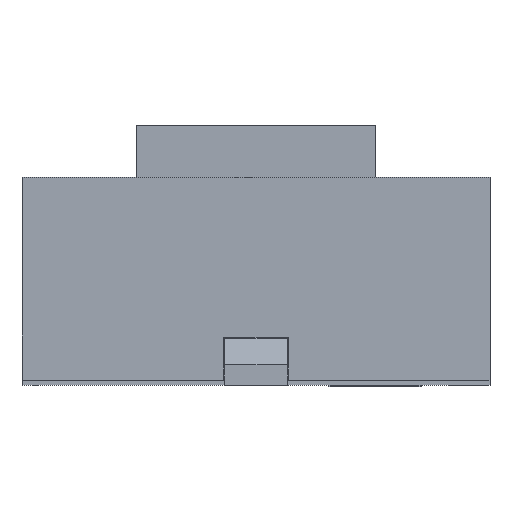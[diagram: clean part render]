
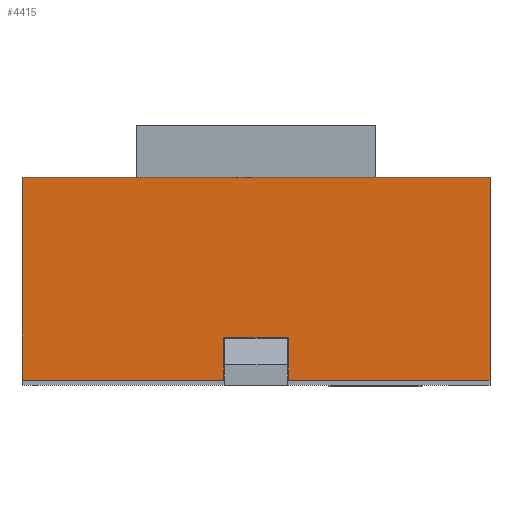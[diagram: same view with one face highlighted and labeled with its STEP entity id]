
A CAD part, left-side view. The second image highlights one B-rep face of the part: STEP entity #4415.
In plain terms, the highlighted planar face has unit normal (-1, 0, 0).
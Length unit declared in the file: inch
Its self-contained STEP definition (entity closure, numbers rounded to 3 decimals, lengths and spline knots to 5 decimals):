
#1319=CARTESIAN_POINT('',(-0.13386,-0.08858,0.07874));
#1320=VERTEX_POINT('',#1319);
#1327=CARTESIAN_POINT('',(-0.13386,-0.08858,0.00197));
#1328=VERTEX_POINT('',#1327);
#1329=CARTESIAN_POINT('',(-0.13386,-0.08858,0.07874));
#1330=DIRECTION('',(0.0,0.0,-1.0));
#1331=VECTOR('',#1330,0.07677);
#1332=LINE('',#1329,#1331);
#1333=EDGE_CURVE('',#1320,#1328,#1332,.T.);
#2050=CARTESIAN_POINT('',(-0.13386,0.08858,0.00197));
#2051=VERTEX_POINT('',#2050);
#2058=CARTESIAN_POINT('',(-0.13386,0.08858,0.07874));
#2059=VERTEX_POINT('',#2058);
#2060=CARTESIAN_POINT('',(-0.13386,0.08858,0.00197));
#2061=DIRECTION('',(0.0,0.0,1.0));
#2062=VECTOR('',#2061,0.07677);
#2063=LINE('',#2060,#2062);
#2064=EDGE_CURVE('',#2051,#2059,#2063,.T.);
#4362=CARTESIAN_POINT('',(-0.13386,-0.09744,-0.00187));
#4363=DIRECTION('',(-1.0,0.0,0.0));
#4364=DIRECTION('',(0.0,0.0,1.0));
#4365=AXIS2_PLACEMENT_3D('',#4362,#4363,#4364);
#4366=PLANE('',#4365);
#4367=CARTESIAN_POINT('',(-0.13386,-0.0122,0.01811));
#4368=VERTEX_POINT('',#4367);
#4369=CARTESIAN_POINT('',(-0.13386,-0.0122,0.00197));
#4370=VERTEX_POINT('',#4369);
#4371=CARTESIAN_POINT('',(-0.13386,-0.0122,0.01811));
#4372=DIRECTION('',(0.0,0.0,-1.0));
#4373=VECTOR('',#4372,0.01614);
#4374=LINE('',#4371,#4373);
#4375=EDGE_CURVE('',#4368,#4370,#4374,.T.);
#4376=ORIENTED_EDGE('',*,*,#4375,.T.);
#4377=CARTESIAN_POINT('',(-0.13386,-0.0122,0.00197));
#4378=DIRECTION('',(0.0,-1.0,0.0));
#4379=VECTOR('',#4378,0.07638);
#4380=LINE('',#4377,#4379);
#4381=EDGE_CURVE('',#4370,#1328,#4380,.T.);
#4382=ORIENTED_EDGE('',*,*,#4381,.T.);
#4383=ORIENTED_EDGE('',*,*,#1333,.F.);
#4384=CARTESIAN_POINT('',(-0.13386,-0.08858,0.07874));
#4385=DIRECTION('',(0.0,1.0,0.0));
#4386=VECTOR('',#4385,0.17717);
#4387=LINE('',#4384,#4386);
#4388=EDGE_CURVE('',#1320,#2059,#4387,.T.);
#4389=ORIENTED_EDGE('',*,*,#4388,.T.);
#4390=ORIENTED_EDGE('',*,*,#2064,.F.);
#4391=CARTESIAN_POINT('',(-0.13386,0.0122,0.00197));
#4392=VERTEX_POINT('',#4391);
#4393=CARTESIAN_POINT('',(-0.13386,0.08858,0.00197));
#4394=DIRECTION('',(0.0,-1.0,0.0));
#4395=VECTOR('',#4394,0.07638);
#4396=LINE('',#4393,#4395);
#4397=EDGE_CURVE('',#2051,#4392,#4396,.T.);
#4398=ORIENTED_EDGE('',*,*,#4397,.T.);
#4399=CARTESIAN_POINT('',(-0.13386,0.0122,0.01811));
#4400=VERTEX_POINT('',#4399);
#4401=CARTESIAN_POINT('',(-0.13386,0.0122,0.00197));
#4402=DIRECTION('',(0.0,0.0,1.0));
#4403=VECTOR('',#4402,0.01614);
#4404=LINE('',#4401,#4403);
#4405=EDGE_CURVE('',#4392,#4400,#4404,.T.);
#4406=ORIENTED_EDGE('',*,*,#4405,.T.);
#4407=CARTESIAN_POINT('',(-0.13386,0.0122,0.01811));
#4408=DIRECTION('',(0.0,-1.0,0.0));
#4409=VECTOR('',#4408,0.02441);
#4410=LINE('',#4407,#4409);
#4411=EDGE_CURVE('',#4400,#4368,#4410,.T.);
#4412=ORIENTED_EDGE('',*,*,#4411,.T.);
#4413=EDGE_LOOP('',(#4376,#4382,#4383,#4389,#4390,#4398,#4406,#4412));
#4414=FACE_OUTER_BOUND('',#4413,.T.);
#4415=ADVANCED_FACE('',(#4414),#4366,.T.);
